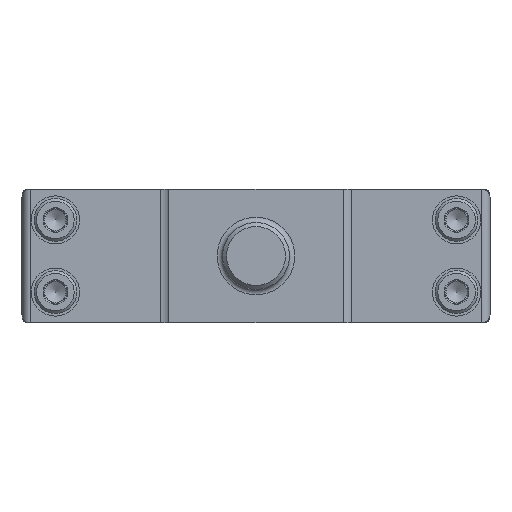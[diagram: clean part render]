
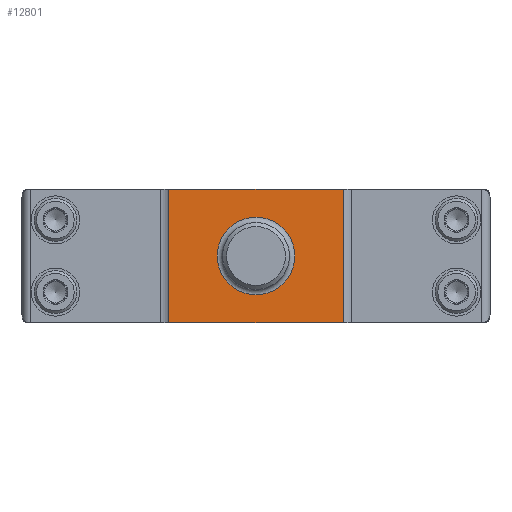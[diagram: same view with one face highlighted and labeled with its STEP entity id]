
A CAD part, left-side view. The second image highlights one B-rep face of the part: STEP entity #12801.
In plain terms, the highlighted planar face has unit normal (-1, 0, 0).
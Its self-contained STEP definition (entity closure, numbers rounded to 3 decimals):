
#364=CIRCLE('',#13721,14.5);
#1068=ORIENTED_EDGE('',*,*,#4832,.T.);
#1069=ORIENTED_EDGE('',*,*,#4824,.T.);
#1070=ORIENTED_EDGE('',*,*,#4833,.F.);
#1071=ORIENTED_EDGE('',*,*,#4799,.F.);
#1072=ORIENTED_EDGE('',*,*,#4834,.T.);
#4799=EDGE_CURVE('',#6680,#6681,#7761,.T.);
#4824=EDGE_CURVE('',#6700,#6699,#7778,.T.);
#4832=EDGE_CURVE('',#6705,#6705,#364,.T.);
#4833=EDGE_CURVE('',#6681,#6699,#7784,.T.);
#4834=EDGE_CURVE('',#6680,#6700,#7785,.T.);
#6680=VERTEX_POINT('',#19348);
#6681=VERTEX_POINT('',#19350);
#6699=VERTEX_POINT('',#19393);
#6700=VERTEX_POINT('',#19395);
#6705=VERTEX_POINT('',#19409);
#7761=LINE('',#19349,#9270);
#7778=LINE('',#19394,#9287);
#7784=LINE('',#19410,#9293);
#7785=LINE('',#19411,#9294);
#9270=VECTOR('',#15356,1000.);
#9287=VECTOR('',#15391,1000.);
#9293=VECTOR('',#15405,1000.);
#9294=VECTOR('',#15406,1000.);
#10578=EDGE_LOOP('',(#1068));
#10579=EDGE_LOOP('',(#1069,#1070,#1071,#1072));
#11385=FACE_BOUND('',#10578,.T.);
#11386=FACE_BOUND('',#10579,.T.);
#12193=PLANE('',#13720);
#12801=ADVANCED_FACE('',(#11385,#11386),#12193,.F.);
#13720=AXIS2_PLACEMENT_3D('',#19407,#15401,#15402);
#13721=AXIS2_PLACEMENT_3D('',#19408,#15403,#15404);
#15356=DIRECTION('',(0.,-1.,0.));
#15391=DIRECTION('',(0.,-1.,0.));
#15401=DIRECTION('',(1.,0.,0.));
#15402=DIRECTION('',(0.,0.,-1.));
#15403=DIRECTION('',(1.,0.,0.));
#15404=DIRECTION('',(0.,0.,-1.));
#15405=DIRECTION('',(0.,0.,-1.));
#15406=DIRECTION('',(0.,0.,-1.));
#19348=CARTESIAN_POINT('',(-29.2,32.537,25.));
#19349=CARTESIAN_POINT('',(-29.2,32.537,25.));
#19350=CARTESIAN_POINT('',(-29.2,-32.537,25.));
#19393=CARTESIAN_POINT('',(-29.2,-32.537,-25.));
#19394=CARTESIAN_POINT('',(-29.2,32.537,-25.));
#19395=CARTESIAN_POINT('',(-29.2,32.537,-25.));
#19407=CARTESIAN_POINT('',(-29.2,32.537,25.));
#19408=CARTESIAN_POINT('',(-29.2,0.,0.));
#19409=CARTESIAN_POINT('',(-29.2,0.,-14.5));
#19410=CARTESIAN_POINT('',(-29.2,-32.537,25.));
#19411=CARTESIAN_POINT('',(-29.2,32.537,25.));
